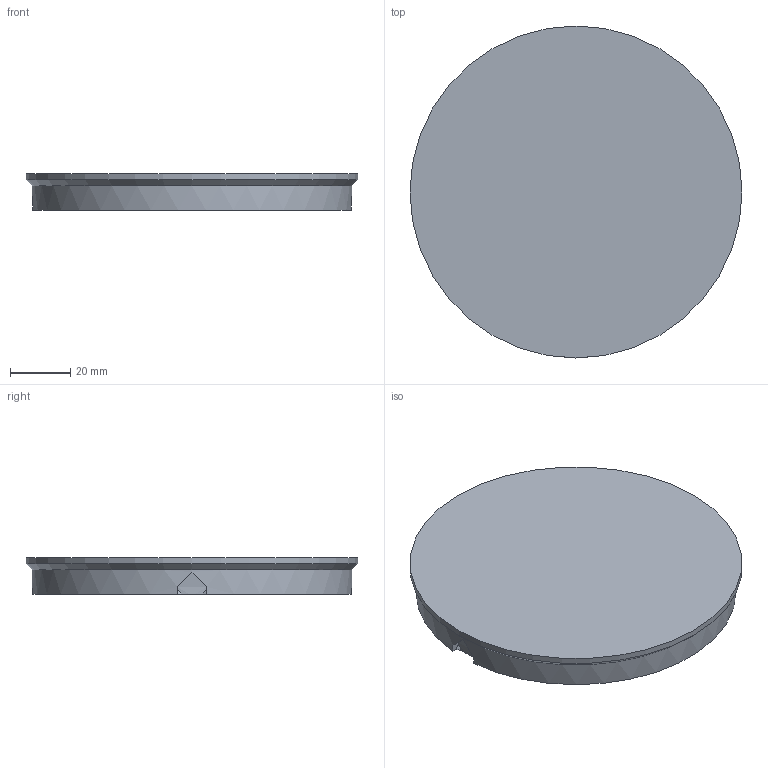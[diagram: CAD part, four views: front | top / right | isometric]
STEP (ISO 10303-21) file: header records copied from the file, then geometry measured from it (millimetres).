
FILE_DESCRIPTION(('HOOPS Exchange Step'),'2;1');
FILE_NAME('temp_export','2024-10-14T12:59:46-05:00',('mobile'),('Shapr3D Limited'),'HOOPS Exchange 2024.2','Shapr3D','Authorized');
FILE_SCHEMA( ('AP203_CONFIGURATION_CONTROLLED_3D_DESIGN_OF_MECHANICAL_PARTS_AND_ASSEMBLIES_MIM_LF') );
Length unit declared in the file: millimetre
Products named in the file (1): Body 10 (2)
Bounding box: 110 x 110 x 12 mm (x, y, z)
Volume: 42943.4 mm3; surface area: 44033.2 mm2
Topology: 1 solids, 1 shells, 150 faces, 438 edges, 291 vertices
Faces by surface type: plane 138, cylinder 7, bspline 4, cone 1
Full cylindrical faces by diameter (mm): 106 x1, 110 x1
Entity records: 4999 total; most frequent: CARTESIAN_POINT 982, ORIENTED_EDGE 876, DIRECTION 787, EDGE_CURVE 438, VECTOR 343, LINE 343, VERTEX_POINT 291, AXIS2_PLACEMENT_3D 222
